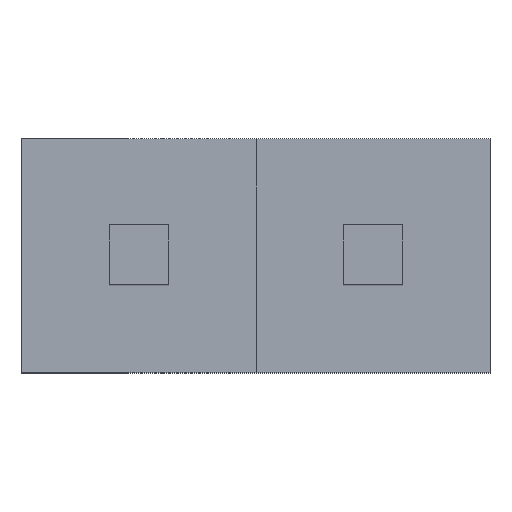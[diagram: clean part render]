
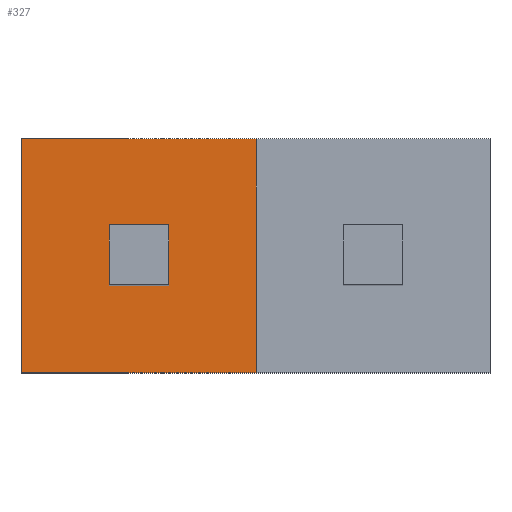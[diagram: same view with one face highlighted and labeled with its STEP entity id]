
A CAD part, top view. The second image highlights one B-rep face of the part: STEP entity #327.
In plain terms, the highlighted planar face has unit normal (0, 0, 1).
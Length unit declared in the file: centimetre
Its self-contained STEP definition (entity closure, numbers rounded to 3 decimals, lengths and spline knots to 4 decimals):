
#83=VERTEX_POINT('',#439);
#84=VERTEX_POINT('',#441);
#86=VERTEX_POINT('',#447);
#88=VERTEX_POINT('',#453);
#89=VERTEX_POINT('',#461);
#90=VERTEX_POINT('',#462);
#93=VERTEX_POINT('',#470);
#95=VERTEX_POINT('',#476);
#111=VECTOR('',#369,1.);
#115=VECTOR('',#374,1.);
#118=VECTOR('',#378,1.);
#120=VECTOR('',#381,1.);
#121=VECTOR('',#384,1.);
#125=VECTOR('',#389,1.);
#128=VECTOR('',#393,1.);
#131=VECTOR('',#397,1.);
#147=LINE('',#440,#111);
#151=LINE('',#448,#115);
#154=LINE('',#454,#118);
#156=LINE('',#457,#120);
#157=LINE('',#460,#121);
#161=LINE('',#469,#125);
#164=LINE('',#475,#128);
#167=LINE('',#481,#131);
#183=EDGE_CURVE('',#84,#83,#147,.T.);
#187=EDGE_CURVE('',#83,#86,#151,.T.);
#190=EDGE_CURVE('',#86,#88,#154,.T.);
#192=EDGE_CURVE('',#88,#84,#156,.T.);
#193=EDGE_CURVE('',#89,#90,#157,.T.);
#197=EDGE_CURVE('',#90,#93,#161,.T.);
#200=EDGE_CURVE('',#93,#95,#164,.T.);
#203=EDGE_CURVE('',#95,#89,#167,.T.);
#261=ORIENTED_EDGE('',*,*,#183,.T.);
#262=ORIENTED_EDGE('',*,*,#187,.T.);
#263=ORIENTED_EDGE('',*,*,#190,.T.);
#264=ORIENTED_EDGE('',*,*,#192,.T.);
#265=ORIENTED_EDGE('',*,*,#193,.F.);
#266=ORIENTED_EDGE('',*,*,#203,.F.);
#267=ORIENTED_EDGE('',*,*,#200,.F.);
#268=ORIENTED_EDGE('',*,*,#197,.F.);
#291=EDGE_LOOP('',(#261,#262,#263,#264));
#292=EDGE_LOOP('',(#265,#266,#267,#268));
#309=FACE_BOUND('',#291,.T.);
#310=FACE_BOUND('',#292,.T.);
#327=ADVANCED_FACE('',(#309,#310),#503,.T.);
#343=AXIS2_PLACEMENT_3D('',#483,#399,$);
#369=DIRECTION('',(1.,0.,0.));
#374=DIRECTION('',(0.,-1.,0.));
#378=DIRECTION('',(-1.,0.,0.));
#381=DIRECTION('',(0.,1.,0.));
#384=DIRECTION('',(1.,0.,0.));
#389=DIRECTION('',(0.,-1.,0.));
#393=DIRECTION('',(-1.,0.,0.));
#397=DIRECTION('',(0.,1.,0.));
#399=DIRECTION('',(0.,0.,1.));
#439=CARTESIAN_POINT('',(0.0325,0.0325,0.254));
#440=CARTESIAN_POINT('',(0.,0.0325,0.254));
#441=CARTESIAN_POINT('',(-0.0325,0.0325,0.254));
#447=CARTESIAN_POINT('',(0.0325,-0.0325,0.254));
#448=CARTESIAN_POINT('',(0.0325,0.,0.254));
#453=CARTESIAN_POINT('',(-0.0325,-0.0325,0.254));
#454=CARTESIAN_POINT('',(0.,-0.0325,0.254));
#457=CARTESIAN_POINT('',(-0.0325,0.,0.254));
#460=CARTESIAN_POINT('',(0.127,0.127,0.254));
#461=CARTESIAN_POINT('',(-0.127,0.127,0.254));
#462=CARTESIAN_POINT('',(0.127,0.127,0.254));
#469=CARTESIAN_POINT('',(0.127,-0.127,0.254));
#470=CARTESIAN_POINT('',(0.127,-0.127,0.254));
#475=CARTESIAN_POINT('',(-0.127,-0.127,0.254));
#476=CARTESIAN_POINT('',(-0.127,-0.127,0.254));
#481=CARTESIAN_POINT('',(-0.127,0.127,0.254));
#483=CARTESIAN_POINT('',(0.,0.,0.254));
#503=PLANE('',#343);
